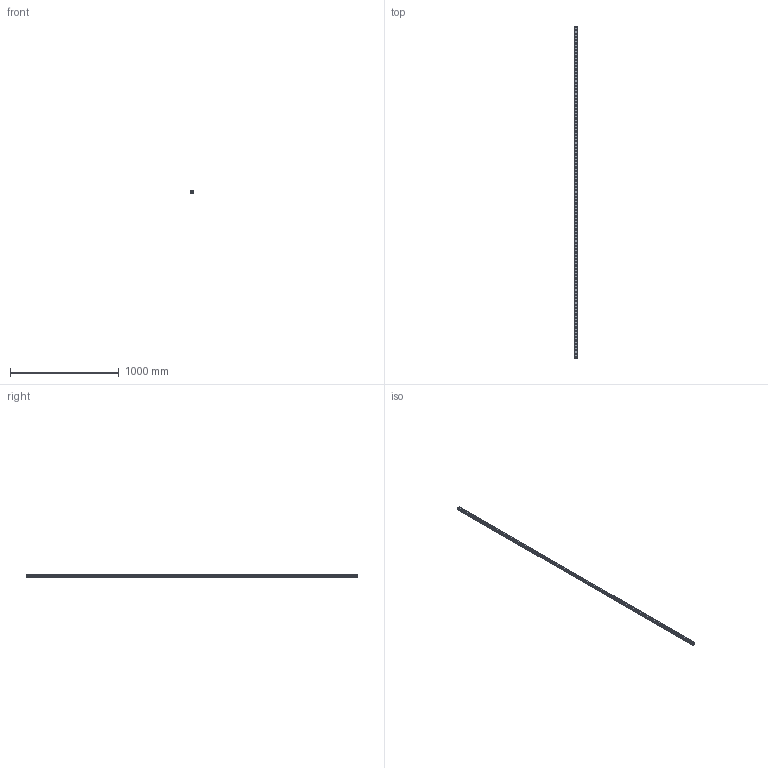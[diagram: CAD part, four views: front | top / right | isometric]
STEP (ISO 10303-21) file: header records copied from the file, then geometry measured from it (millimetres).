
FILE_DESCRIPTION(('STEP AP214'),'1');
FILE_NAME('cctmp_5A6009D0-AF65-4A79-B145-4509834BC047_2021_03_10_12_13_00_0796..stp','2021-03-10T11:13:01',('HIWIN GmbH'),('CADClick - www.CADClick.com'),'Spatial InterOp 3D',' ','unknown authorization');
FILE_SCHEMA(('AUTOMOTIVE_DESIGN'));
Length unit declared in the file: millimetre
Products named in the file (1): RGR25R3050H_FILE
Bounding box: 23 x 3050 x 23.6 mm (x, y, z)
Volume: 1222661.5 mm3; surface area: 378702.1 mm2
Topology: 1 solids, 1 shells, 1035 faces, 2169 edges, 1446 vertices
Faces by surface type: cylinder 630, plane 405
Entity records: 36547 total; most frequent: DIRECTION 5501, CARTESIAN_POINT 4651, ORIENTED_EDGE 4338, AXIS2_PLACEMENT_3D 2296, EDGE_CURVE 2169, VERTEX_POINT 1446, EDGE_LOOP 1345, CIRCLE 1260
